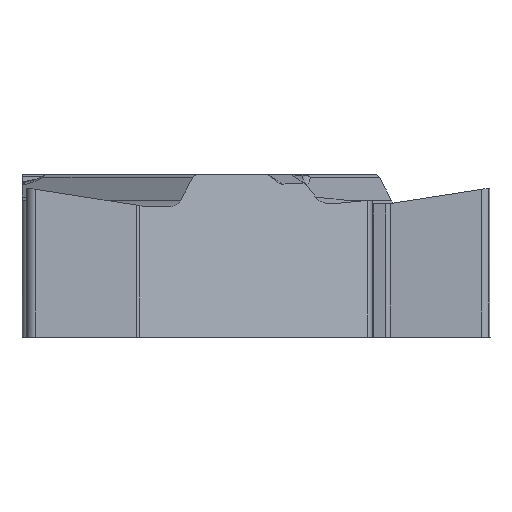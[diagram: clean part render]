
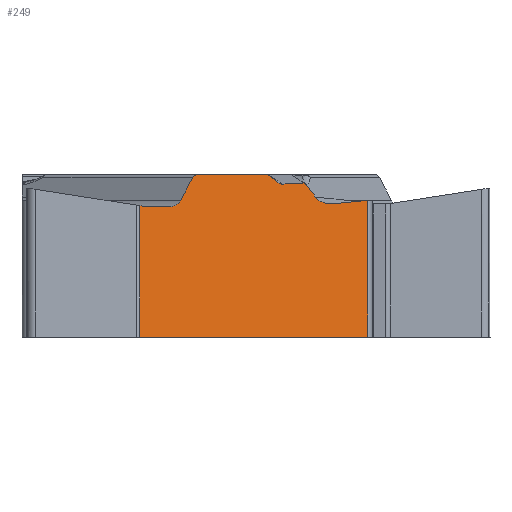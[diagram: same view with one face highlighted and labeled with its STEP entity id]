
A CAD part, front view. The second image highlights one B-rep face of the part: STEP entity #249.
In plain terms, the highlighted planar face has unit normal (0.5, -0.866, 0).
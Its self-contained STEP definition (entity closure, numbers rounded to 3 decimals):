
#118=FACE_OUTER_BOUND('',#403,.T.);
#219=ELLIPSE('',#1960,0.535,0.35);
#220=ELLIPSE('',#1961,0.207,0.15);
#221=ELLIPSE('',#1962,0.167,0.15);
#222=ELLIPSE('',#1963,0.153,0.15);
#223=ELLIPSE('',#1964,0.358,0.35);
#249=ADVANCED_FACE('',(#118),#347,.F.);
#347=PLANE('',#1966);
#403=EDGE_LOOP('',(#919,#920,#921,#922,#923,#924,#925,#926,#927,#928,#929,
#930,#931,#932,#933,#934,#935,#936));
#509=LINE('',#3032,#656);
#550=LINE('',#3196,#697);
#551=LINE('',#3198,#698);
#552=LINE('',#3200,#699);
#553=LINE('',#3204,#700);
#554=LINE('',#3208,#701);
#555=LINE('',#3224,#702);
#556=LINE('',#3228,#703);
#557=LINE('',#3232,#704);
#558=LINE('',#3236,#705);
#559=LINE('',#3240,#706);
#656=VECTOR('',#2131,1.);
#697=VECTOR('',#2250,1.);
#698=VECTOR('',#2251,1.);
#699=VECTOR('',#2252,1.);
#700=VECTOR('',#2255,1.);
#701=VECTOR('',#2258,1.);
#702=VECTOR('',#2259,1.);
#703=VECTOR('',#2262,1.);
#704=VECTOR('',#2265,1.);
#705=VECTOR('',#2268,1.);
#706=VECTOR('',#2271,1.);
#919=ORIENTED_EDGE('',*,*,#1601,.T.);
#920=ORIENTED_EDGE('',*,*,#1533,.F.);
#921=ORIENTED_EDGE('',*,*,#1602,.T.);
#922=ORIENTED_EDGE('',*,*,#1603,.F.);
#923=ORIENTED_EDGE('',*,*,#1604,.T.);
#924=ORIENTED_EDGE('',*,*,#1605,.F.);
#925=ORIENTED_EDGE('',*,*,#1606,.F.);
#926=ORIENTED_EDGE('',*,*,#1607,.F.);
#927=ORIENTED_EDGE('',*,*,#1608,.F.);
#928=ORIENTED_EDGE('',*,*,#1609,.F.);
#929=ORIENTED_EDGE('',*,*,#1610,.F.);
#930=ORIENTED_EDGE('',*,*,#1611,.F.);
#931=ORIENTED_EDGE('',*,*,#1612,.F.);
#932=ORIENTED_EDGE('',*,*,#1613,.F.);
#933=ORIENTED_EDGE('',*,*,#1614,.T.);
#934=ORIENTED_EDGE('',*,*,#1615,.T.);
#935=ORIENTED_EDGE('',*,*,#1616,.T.);
#936=ORIENTED_EDGE('',*,*,#1617,.F.);
#1363=VERTEX_POINT('',#3031);
#1364=VERTEX_POINT('',#3033);
#1418=VERTEX_POINT('',#3197);
#1419=VERTEX_POINT('',#3199);
#1420=VERTEX_POINT('',#3201);
#1421=VERTEX_POINT('',#3203);
#1422=VERTEX_POINT('',#3205);
#1423=VERTEX_POINT('',#3207);
#1424=VERTEX_POINT('',#3209);
#1425=VERTEX_POINT('',#3223);
#1426=VERTEX_POINT('',#3225);
#1427=VERTEX_POINT('',#3227);
#1428=VERTEX_POINT('',#3229);
#1429=VERTEX_POINT('',#3231);
#1430=VERTEX_POINT('',#3233);
#1431=VERTEX_POINT('',#3235);
#1432=VERTEX_POINT('',#3237);
#1433=VERTEX_POINT('',#3239);
#1533=EDGE_CURVE('',#1363,#1364,#509,.T.);
#1601=EDGE_CURVE('',#1418,#1364,#550,.T.);
#1602=EDGE_CURVE('',#1363,#1419,#551,.T.);
#1603=EDGE_CURVE('',#1420,#1419,#552,.T.);
#1604=EDGE_CURVE('',#1420,#1421,#219,.T.);
#1605=EDGE_CURVE('',#1422,#1421,#553,.T.);
#1606=EDGE_CURVE('',#1423,#1422,#220,.T.);
#1607=EDGE_CURVE('',#1424,#1423,#554,.T.);
#1608=EDGE_CURVE('',#1425,#1424,#1853,.T.);
#1609=EDGE_CURVE('',#1426,#1425,#555,.T.);
#1610=EDGE_CURVE('',#1427,#1426,#221,.T.);
#1611=EDGE_CURVE('',#1428,#1427,#556,.T.);
#1612=EDGE_CURVE('',#1429,#1428,#222,.T.);
#1613=EDGE_CURVE('',#1430,#1429,#557,.T.);
#1614=EDGE_CURVE('',#1430,#1431,#223,.T.);
#1615=EDGE_CURVE('',#1431,#1432,#558,.T.);
#1616=EDGE_CURVE('',#1432,#1433,#1799,.T.);
#1617=EDGE_CURVE('',#1418,#1433,#559,.T.);
#1799=CIRCLE('',#1965,0.35);
#1853=B_SPLINE_CURVE_WITH_KNOTS('',3,(#3210,#3211,#3212,#3213,#3214,#3215,
#3216,#3217,#3218,#3219,#3220,#3221,#3222),.UNSPECIFIED.,.F.,.F.,(4,3,3,
3,4),(0.,0.234,0.468,0.701,1.),
 .UNSPECIFIED.);
#1960=AXIS2_PLACEMENT_3D('',#3202,#2253,#2254);
#1961=AXIS2_PLACEMENT_3D('',#3206,#2256,#2257);
#1962=AXIS2_PLACEMENT_3D('',#3226,#2260,#2261);
#1963=AXIS2_PLACEMENT_3D('',#3230,#2263,#2264);
#1964=AXIS2_PLACEMENT_3D('',#3234,#2266,#2267);
#1965=AXIS2_PLACEMENT_3D('',#3238,#2269,#2270);
#1966=AXIS2_PLACEMENT_3D('',#3241,#2272,#2273);
#2131=DIRECTION('',(-0.866,-0.5,0.));
#2250=DIRECTION('',(0.,0.,-1.));
#2251=DIRECTION('',(0.,0.,1.));
#2252=DIRECTION('',(0.863,0.498,0.088));
#2253=DIRECTION('',(-0.5,0.866,0.));
#2254=DIRECTION('',(-0.865,-0.5,0.044));
#2255=DIRECTION('',(0.575,0.332,-0.748));
#2256=DIRECTION('',(-0.5,0.866,0.));
#2257=DIRECTION('',(0.844,0.488,0.222));
#2258=DIRECTION('',(0.865,0.5,0.043));
#2259=DIRECTION('',(0.686,0.396,-0.611));
#2260=DIRECTION('',(-0.5,0.866,0.));
#2261=DIRECTION('',(-0.866,-0.5,0.));
#2262=DIRECTION('',(0.866,0.5,0.));
#2263=DIRECTION('',(-0.5,0.866,0.));
#2264=DIRECTION('',(-0.866,-0.5,0.));
#2265=DIRECTION('',(0.449,0.259,0.855));
#2266=DIRECTION('',(-0.5,0.866,0.));
#2267=DIRECTION('',(0.866,0.5,0.));
#2268=DIRECTION('',(-0.866,-0.5,0.));
#2269=DIRECTION('',(-0.5,0.866,0.));
#2270=DIRECTION('',(0.,0.,-1.));
#2271=DIRECTION('',(0.853,0.492,-0.174));
#2272=DIRECTION('',(-0.5,0.866,0.));
#2273=DIRECTION('',(0.,0.,-1.));
#3031=CARTESIAN_POINT('',(4.584,-2.853,-3.97));
#3032=CARTESIAN_POINT('',(-0.367,-5.711,-3.97));
#3033=CARTESIAN_POINT('',(-1.578,-6.41,-3.97));
#3196=CARTESIAN_POINT('',(-1.578,-6.41,-5.47));
#3197=CARTESIAN_POINT('',(-1.578,-6.41,-0.413));
#3198=CARTESIAN_POINT('',(4.584,-2.853,3.42));
#3199=CARTESIAN_POINT('',(4.584,-2.853,-0.268));
#3200=CARTESIAN_POINT('',(-0.304,-5.675,-0.766));
#3201=CARTESIAN_POINT('',(3.659,-3.387,-0.362));
#3202=CARTESIAN_POINT('',(3.58,-3.432,-0.015));
#3203=CARTESIAN_POINT('',(3.182,-3.662,-0.182));
#3204=CARTESIAN_POINT('',(1.519,-4.622,1.982));
#3205=CARTESIAN_POINT('',(2.935,-3.805,0.139));
#3206=CARTESIAN_POINT('',(2.783,-3.892,0.042));
#3207=CARTESIAN_POINT('',(2.798,-3.884,0.196));
#3208=CARTESIAN_POINT('',(-0.366,-5.711,0.04));
#3209=CARTESIAN_POINT('',(2.296,-4.173,0.171));
#3210=CARTESIAN_POINT('',(2.124,-4.273,0.233));
#3211=CARTESIAN_POINT('',(2.136,-4.266,0.222));
#3212=CARTESIAN_POINT('',(2.148,-4.259,0.213));
#3213=CARTESIAN_POINT('',(2.161,-4.252,0.206));
#3214=CARTESIAN_POINT('',(2.173,-4.245,0.198));
#3215=CARTESIAN_POINT('',(2.186,-4.237,0.191));
#3216=CARTESIAN_POINT('',(2.2,-4.229,0.186));
#3217=CARTESIAN_POINT('',(2.214,-4.221,0.181));
#3218=CARTESIAN_POINT('',(2.228,-4.213,0.177));
#3219=CARTESIAN_POINT('',(2.242,-4.205,0.174));
#3220=CARTESIAN_POINT('',(2.26,-4.195,0.171));
#3221=CARTESIAN_POINT('',(2.278,-4.184,0.17));
#3222=CARTESIAN_POINT('',(2.296,-4.173,0.171));
#3223=CARTESIAN_POINT('',(2.124,-4.273,0.233));
#3224=CARTESIAN_POINT('',(4.084,-3.141,-1.514));
#3225=CARTESIAN_POINT('',(1.954,-4.371,0.384));
#3226=CARTESIAN_POINT('',(1.861,-4.425,0.27));
#3227=CARTESIAN_POINT('',(1.861,-4.425,0.42));
#3228=CARTESIAN_POINT('',(5.129,-2.538,0.42));
#3229=CARTESIAN_POINT('',(-0.031,-5.517,0.42));
#3230=CARTESIAN_POINT('',(-0.031,-5.517,0.27));
#3231=CARTESIAN_POINT('',(-0.145,-5.583,0.347));
#3232=CARTESIAN_POINT('',(1.161,-4.829,2.831));
#3233=CARTESIAN_POINT('',(-0.469,-5.77,-0.269));
#3234=CARTESIAN_POINT('',(-0.735,-5.924,-0.09));
#3235=CARTESIAN_POINT('',(-0.735,-5.924,-0.44));
#3236=CARTESIAN_POINT('',(5.129,-2.538,-0.44));
#3237=CARTESIAN_POINT('',(-1.421,-6.32,-0.44));
#3238=CARTESIAN_POINT('',(-1.421,-6.32,-0.09));
#3239=CARTESIAN_POINT('',(-1.474,-6.35,-0.435));
#3240=CARTESIAN_POINT('',(4.858,-2.694,-1.724));
#3241=CARTESIAN_POINT('',(-0.367,-5.711,0.05));
